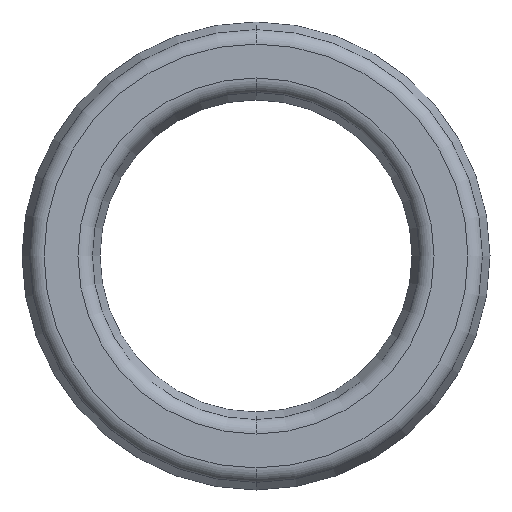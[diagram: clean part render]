
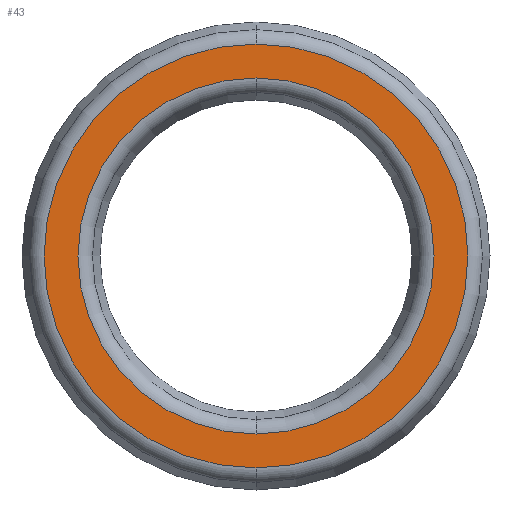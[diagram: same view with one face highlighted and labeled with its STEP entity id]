
A CAD part, front view. The second image highlights one B-rep face of the part: STEP entity #43.
In plain terms, the highlighted planar face has unit normal (0, -1, 0).
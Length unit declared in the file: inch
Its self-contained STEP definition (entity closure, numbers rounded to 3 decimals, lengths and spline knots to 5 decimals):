
#18 = CARTESIAN_POINT ( 'NONE',  ( 0.781, -0.25, 0. ) ) ;
#25 = DIRECTION ( 'NONE',  ( 0., -1., 0. ) ) ;
#32 = FACE_BOUND ( 'NONE', #240, .T. ) ;
#43 = ADVANCED_FACE ( 'NONE', ( #179, #32 ), #631, .T. ) ;
#44 = ORIENTED_EDGE ( 'NONE', *, *, #97, .T. ) ;
#56 = EDGE_CURVE ( 'NONE', #439, #552, #243, .T. ) ;
#60 = AXIS2_PLACEMENT_3D ( 'NONE', #273, #578, #465 ) ;
#71 = DIRECTION ( 'NONE',  ( 0., 0., -1. ) ) ;
#82 = DIRECTION ( 'NONE',  ( 0., 1., 0. ) ) ;
#97 = EDGE_CURVE ( 'NONE', #639, #538, #516, .T. ) ;
#120 = EDGE_CURVE ( 'NONE', #538, #639, #510, .T. ) ;
#154 = EDGE_CURVE ( 'NONE', #552, #439, #184, .T. ) ;
#179 = FACE_OUTER_BOUND ( 'NONE', #288, .T. ) ;
#180 = CARTESIAN_POINT ( 'NONE',  ( 0.781, -0.25, 0.84901 ) ) ;
#184 = CIRCLE ( 'NONE', #647, 0.84901 ) ;
#227 = AXIS2_PLACEMENT_3D ( 'NONE', #487, #234, #642 ) ;
#234 = DIRECTION ( 'NONE',  ( 0., 1., 0. ) ) ;
#240 = EDGE_LOOP ( 'NONE', ( #44, #585 ) ) ;
#243 = CIRCLE ( 'NONE', #458, 0.84901 ) ;
#273 = CARTESIAN_POINT ( 'NONE',  ( -0.10938, -0.25, 0. ) ) ;
#279 = DIRECTION ( 'NONE',  ( 0., -1., 0. ) ) ;
#288 = EDGE_LOOP ( 'NONE', ( #489, #551 ) ) ;
#373 = CARTESIAN_POINT ( 'NONE',  ( 0.781, -0.25, 0. ) ) ;
#380 = CARTESIAN_POINT ( 'NONE',  ( 0.781, -0.25, -0.71299 ) ) ;
#439 = VERTEX_POINT ( 'NONE', #463 ) ;
#457 = AXIS2_PLACEMENT_3D ( 'NONE', #18, #82, #590 ) ;
#458 = AXIS2_PLACEMENT_3D ( 'NONE', #373, #279, #480 ) ;
#463 = CARTESIAN_POINT ( 'NONE',  ( 0.781, -0.25, -0.84901 ) ) ;
#465 = DIRECTION ( 'NONE',  ( 0., 0., -1. ) ) ;
#480 = DIRECTION ( 'NONE',  ( 0., 0., -1. ) ) ;
#487 = CARTESIAN_POINT ( 'NONE',  ( 0.781, -0.25, 0. ) ) ;
#488 = CARTESIAN_POINT ( 'NONE',  ( 0.781, -0.25, 0.71299 ) ) ;
#489 = ORIENTED_EDGE ( 'NONE', *, *, #56, .T. ) ;
#510 = CIRCLE ( 'NONE', #457, 0.71299 ) ;
#516 = CIRCLE ( 'NONE', #227, 0.71299 ) ;
#538 = VERTEX_POINT ( 'NONE', #488 ) ;
#542 = CARTESIAN_POINT ( 'NONE',  ( 0.781, -0.25, 0. ) ) ;
#551 = ORIENTED_EDGE ( 'NONE', *, *, #154, .T. ) ;
#552 = VERTEX_POINT ( 'NONE', #180 ) ;
#578 = DIRECTION ( 'NONE',  ( 0., -1., 0. ) ) ;
#585 = ORIENTED_EDGE ( 'NONE', *, *, #120, .T. ) ;
#590 = DIRECTION ( 'NONE',  ( 0., 0., -1. ) ) ;
#631 = PLANE ( 'NONE',  #60 ) ;
#639 = VERTEX_POINT ( 'NONE', #380 ) ;
#642 = DIRECTION ( 'NONE',  ( 0., 0., -1. ) ) ;
#647 = AXIS2_PLACEMENT_3D ( 'NONE', #542, #25, #71 ) ;
